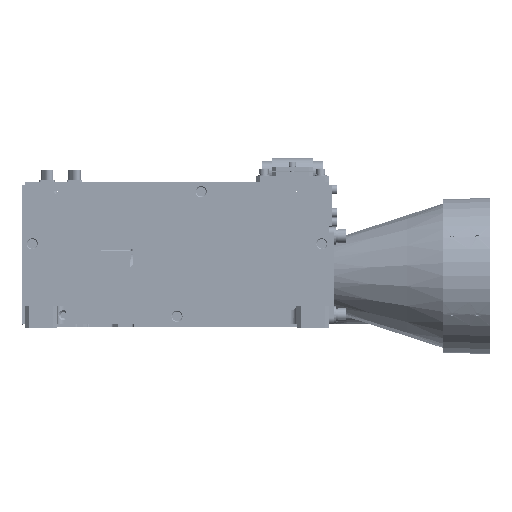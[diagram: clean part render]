
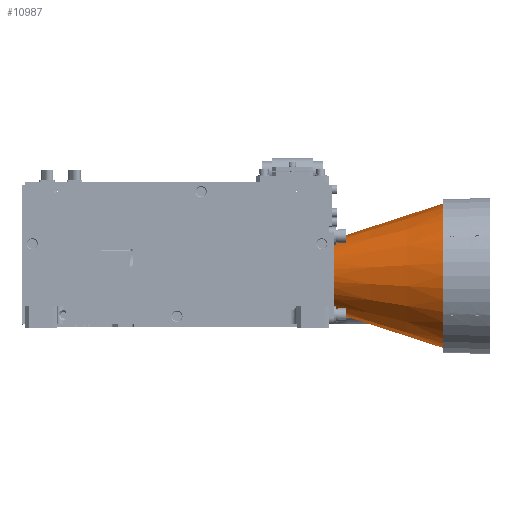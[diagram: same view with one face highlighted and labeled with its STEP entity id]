
A CAD part, front view. The second image highlights one B-rep face of the part: STEP entity #10987.
In plain terms, the highlighted conical face has half-angle 18 degrees and reference radius 36.6 mm.
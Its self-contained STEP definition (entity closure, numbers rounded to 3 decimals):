
#518 = AXIS2_PLACEMENT_3D ( 'NONE', #112479, #36011, #125283 ) ;
#1535 = CARTESIAN_POINT ( 'NONE',  ( -181.568, 210.011, -6.095 ) ) ;
#10987 = ADVANCED_FACE ( 'NONE', ( #69332 ), #65340, .T. ) ;
#14315 = DIRECTION ( 'NONE',  ( 0., 0., 1. ) ) ;
#28747 = CARTESIAN_POINT ( 'NONE',  ( -181.568, 210.011, -41.719 ) ) ;
#33342 = EDGE_CURVE ( 'NONE', #154907, #115692, #125454, .T. ) ;
#36011 = DIRECTION ( 'NONE',  ( -1., 0., 0. ) ) ;
#38591 = AXIS2_PLACEMENT_3D ( 'NONE', #91091, #103898, #78310 ) ;
#44394 = CARTESIAN_POINT ( 'NONE',  ( -235.334, 210.011, -24.249 ) ) ;
#51620 = AXIS2_PLACEMENT_3D ( 'NONE', #1535, #90746, #14315 ) ;
#65340 = CONICAL_SURFACE ( 'NONE', #38591, 36.6, 0.314 ) ;
#69332 = FACE_OUTER_BOUND ( 'NONE', #111409, .T. ) ;
#69511 = CARTESIAN_POINT ( 'NONE',  ( -178.564, 210.011, -42.695 ) ) ;
#78310 = DIRECTION ( 'NONE',  ( 0., 0., -1. ) ) ;
#83024 = CARTESIAN_POINT ( 'NONE',  ( -181.568, 210.011, 29.529 ) ) ;
#90746 = DIRECTION ( 'NONE',  ( -1., 0., 0. ) ) ;
#91091 = CARTESIAN_POINT ( 'NONE',  ( -178.564, 210.011, -6.095 ) ) ;
#96360 = CIRCLE ( 'NONE', #51620, 35.624 ) ;
#101952 = EDGE_CURVE ( 'NONE', #126303, #115692, #96360, .T. ) ;
#103898 = DIRECTION ( 'NONE',  ( 1., 0., 0. ) ) ;
#111409 = EDGE_LOOP ( 'NONE', ( #114932, #162068, #114950, #128493 ) ) ;
#112479 = CARTESIAN_POINT ( 'NONE',  ( -235.334, 210.011, -6.095 ) ) ;
#114932 = ORIENTED_EDGE ( 'NONE', *, *, #33342, .F. ) ;
#114950 = ORIENTED_EDGE ( 'NONE', *, *, #146939, .T. ) ;
#115095 = CARTESIAN_POINT ( 'NONE',  ( -235.334, 210.011, 12.059 ) ) ;
#115692 = VERTEX_POINT ( 'NONE', #83024 ) ;
#116138 = VECTOR ( 'NONE', #158567, 1000. ) ;
#120068 = LINE ( 'NONE', #69511, #116138 ) ;
#121413 = VECTOR ( 'NONE', #154452, 1000. ) ;
#121558 = VERTEX_POINT ( 'NONE', #44394 ) ;
#125283 = DIRECTION ( 'NONE',  ( 0., 0., 1. ) ) ;
#125454 = LINE ( 'NONE', #141645, #121413 ) ;
#126066 = EDGE_CURVE ( 'NONE', #121558, #154907, #134156, .T. ) ;
#126303 = VERTEX_POINT ( 'NONE', #28747 ) ;
#128493 = ORIENTED_EDGE ( 'NONE', *, *, #101952, .T. ) ;
#134156 = CIRCLE ( 'NONE', #518, 18.154 ) ;
#141645 = CARTESIAN_POINT ( 'NONE',  ( -178.564, 210.011, 30.505 ) ) ;
#146939 = EDGE_CURVE ( 'NONE', #121558, #126303, #120068, .T. ) ;
#154452 = DIRECTION ( 'NONE',  ( 0.951, 0., 0.309 ) ) ;
#154907 = VERTEX_POINT ( 'NONE', #115095 ) ;
#158567 = DIRECTION ( 'NONE',  ( 0.951, 0., -0.309 ) ) ;
#162068 = ORIENTED_EDGE ( 'NONE', *, *, #126066, .F. ) ;
